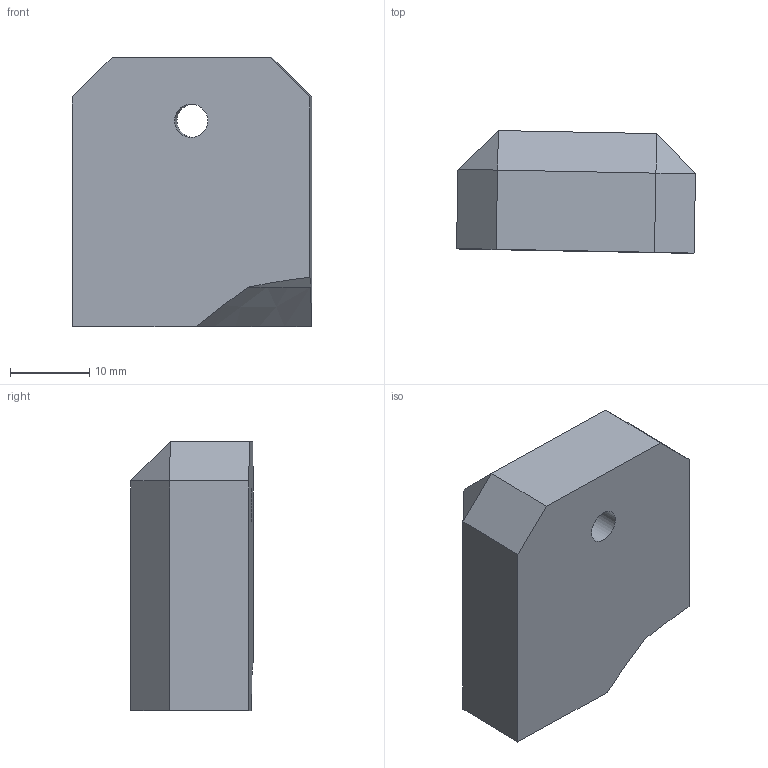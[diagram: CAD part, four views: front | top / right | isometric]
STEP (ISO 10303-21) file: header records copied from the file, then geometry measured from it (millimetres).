
FILE_DESCRIPTION(/* description */ (''),/* implementation_level */ '2;1');
FILE_NAME(/* name */ 'Block1.step',/* time_stamp */ '2024-09-26T14:36:00+02:00',/* author */ (''),/* organization */ (''),/* preprocessor_version */ 'ST-DEVELOPER v20',/* originating_system */ 'Autodesk Translation Framework v13.14.0.145',/* authorisation */ '');
FILE_SCHEMA (('AUTOMOTIVE_DESIGN { 1 0 10303 214 3 1 1 }'));
Length unit declared in the file: millimetre
Products named in the file (3): Samenstelling; Rotatieschijf; Component7
Assembly tree (2 placements, depth 3):
  Samenstelling
    Rotatieschijf
      Component7
Bounding box: 30.19 x 15.48 x 34 mm (x, y, z)
Volume: 13150.7 mm3; surface area: 3908.6 mm2
Topology: 1 solids, 1 shells, 20 faces, 42 edges, 26 vertices
Faces by surface type: plane 15, cylinder 3, cone 2
Full cylindrical faces by diameter (mm): 3.332 x2, 4.2 x1
Entity records: 606 total; most frequent: CARTESIAN_POINT 101, DIRECTION 96, ORIENTED_EDGE 84, EDGE_CURVE 42, AXIS2_PLACEMENT_3D 33, LINE 30, VECTOR 30, VERTEX_POINT 26
